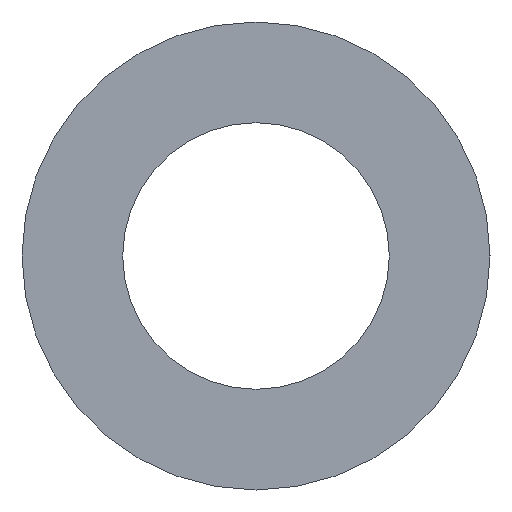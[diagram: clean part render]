
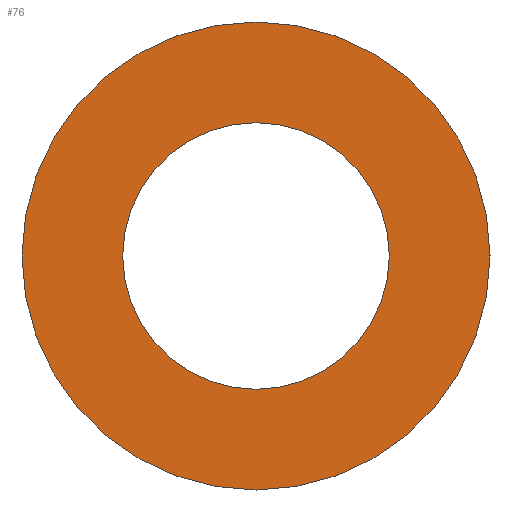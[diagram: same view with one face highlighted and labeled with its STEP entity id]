
A CAD part, left-side view. The second image highlights one B-rep face of the part: STEP entity #76.
In plain terms, the highlighted planar face has unit normal (-1, 0, 0).
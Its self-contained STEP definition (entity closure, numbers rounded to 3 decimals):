
#76 = ADVANCED_FACE( '', ( #190, #191 ), #192, .T. );
#80 = VERTEX_POINT( '', #196 );
#94 = VERTEX_POINT( '', #211 );
#100 = EDGE_CURVE( '', #152, #130, #217, .T. );
#130 = VERTEX_POINT( '', #255 );
#138 = EDGE_CURVE( '', #94, #80, #263, .T. );
#152 = VERTEX_POINT( '', #278 );
#158 = EDGE_CURVE( '', #130, #152, #284, .T. );
#162 = EDGE_CURVE( '', #80, #94, #288, .T. );
#190 = FACE_BOUND( '', #306, .T. );
#191 = FACE_OUTER_BOUND( '', #307, .T. );
#192 = PLANE( '', #308 );
#196 = CARTESIAN_POINT( '', ( -162., 45., 0. ) );
#211 = CARTESIAN_POINT( '', ( -162., -45., 0. ) );
#217 = CIRCLE( '', #341, 79. );
#255 = CARTESIAN_POINT( '', ( -162., -79., 0. ) );
#263 = CIRCLE( '', #396, 45. );
#278 = CARTESIAN_POINT( '', ( -162., 79., 0. ) );
#284 = CIRCLE( '', #425, 79. );
#288 = CIRCLE( '', #430, 45. );
#306 = EDGE_LOOP( '', ( #456, #457 ) );
#307 = EDGE_LOOP( '', ( #458, #459 ) );
#308 = AXIS2_PLACEMENT_3D( '', #460, #461, #462 );
#341 = AXIS2_PLACEMENT_3D( '', #482, #483, #484 );
#396 = AXIS2_PLACEMENT_3D( '', #551, #552, #553 );
#425 = AXIS2_PLACEMENT_3D( '', #568, #569, #570 );
#430 = AXIS2_PLACEMENT_3D( '', #571, #572, #573 );
#456 = ORIENTED_EDGE( '', *, *, #162, .F. );
#457 = ORIENTED_EDGE( '', *, *, #138, .F. );
#458 = ORIENTED_EDGE( '', *, *, #100, .T. );
#459 = ORIENTED_EDGE( '', *, *, #158, .T. );
#460 = CARTESIAN_POINT( '', ( -162., 62., 0. ) );
#461 = DIRECTION( '', ( -1., 0., 0. ) );
#462 = DIRECTION( '', ( 0., 1., 0. ) );
#482 = CARTESIAN_POINT( '', ( -162., 0., 0. ) );
#483 = DIRECTION( '', ( -1., 0., 0. ) );
#484 = DIRECTION( '', ( 0., 1., 0. ) );
#551 = CARTESIAN_POINT( '', ( -162., 0., 0. ) );
#552 = DIRECTION( '', ( -1., 0., 0. ) );
#553 = DIRECTION( '', ( 0., 1., 0. ) );
#568 = CARTESIAN_POINT( '', ( -162., 0., 0. ) );
#569 = DIRECTION( '', ( -1., 0., 0. ) );
#570 = DIRECTION( '', ( 0., 1., 0. ) );
#571 = CARTESIAN_POINT( '', ( -162., 0., 0. ) );
#572 = DIRECTION( '', ( -1., 0., 0. ) );
#573 = DIRECTION( '', ( 0., 1., 0. ) );
